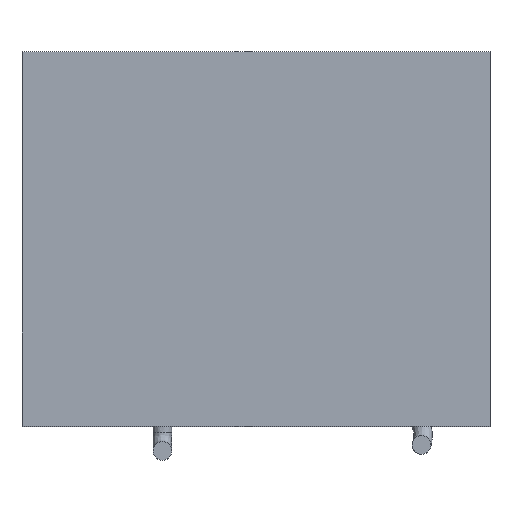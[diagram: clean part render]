
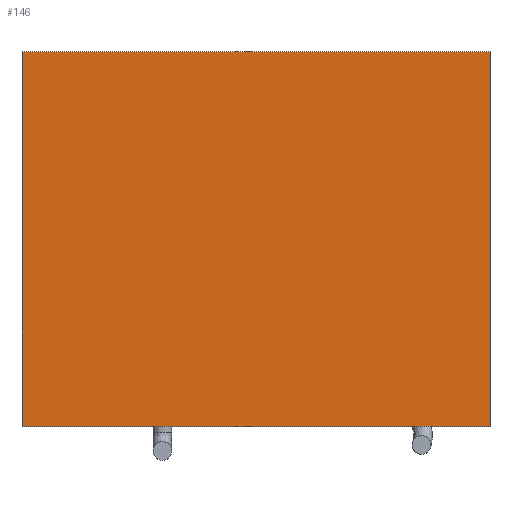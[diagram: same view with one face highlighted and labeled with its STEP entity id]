
A CAD part, top view. The second image highlights one B-rep face of the part: STEP entity #146.
In plain terms, the highlighted planar face has unit normal (0, 0, 1).
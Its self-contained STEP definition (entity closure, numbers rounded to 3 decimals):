
#146=ADVANCED_FACE('',(#187),#171,.T.);
#171=PLANE('',#425);
#187=FACE_OUTER_BOUND('',#204,.T.);
#204=EDGE_LOOP('',(#246,#247,#248,#249));
#246=ORIENTED_EDGE('',*,*,#345,.F.);
#247=ORIENTED_EDGE('',*,*,#346,.T.);
#248=ORIENTED_EDGE('',*,*,#337,.F.);
#249=ORIENTED_EDGE('',*,*,#347,.F.);
#309=VERTEX_POINT('',#538);
#310=VERTEX_POINT('',#539);
#316=VERTEX_POINT('',#555);
#317=VERTEX_POINT('',#556);
#337=EDGE_CURVE('',#309,#310,#373,.T.);
#345=EDGE_CURVE('',#316,#317,#380,.T.);
#346=EDGE_CURVE('',#316,#310,#381,.T.);
#347=EDGE_CURVE('',#317,#309,#382,.T.);
#373=LINE('',#537,#397);
#380=LINE('',#554,#404);
#381=LINE('',#557,#405);
#382=LINE('',#558,#406);
#397=VECTOR('',#453,1.);
#404=VECTOR('',#466,1.);
#405=VECTOR('',#467,1.);
#406=VECTOR('',#468,1.);
#425=AXIS2_PLACEMENT_3D('',#559,#469,#470);
#453=DIRECTION('',(1.,0.,0.));
#466=DIRECTION('',(-1.,0.,0.));
#467=DIRECTION('',(0.,1.,0.));
#468=DIRECTION('',(0.,1.,0.));
#469=DIRECTION('',(0.,0.,1.));
#470=DIRECTION('',(1.,0.,0.));
#537=CARTESIAN_POINT('',(1.25,1.8,1.142));
#538=CARTESIAN_POINT('',(0.25,1.8,1.142));
#539=CARTESIAN_POINT('',(2.25,1.8,1.142));
#554=CARTESIAN_POINT('',(0.859,0.2,1.142));
#555=CARTESIAN_POINT('',(2.25,0.2,1.142));
#556=CARTESIAN_POINT('',(0.25,0.2,1.142));
#557=CARTESIAN_POINT('',(2.25,1.,1.142));
#558=CARTESIAN_POINT('',(0.25,0.2,1.142));
#559=CARTESIAN_POINT('',(1.25,1.,1.142));
